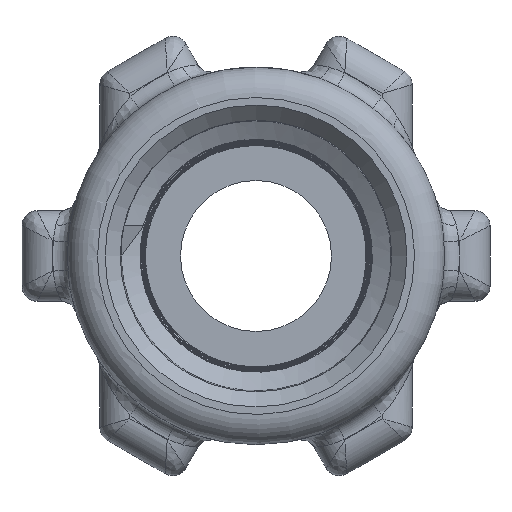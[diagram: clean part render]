
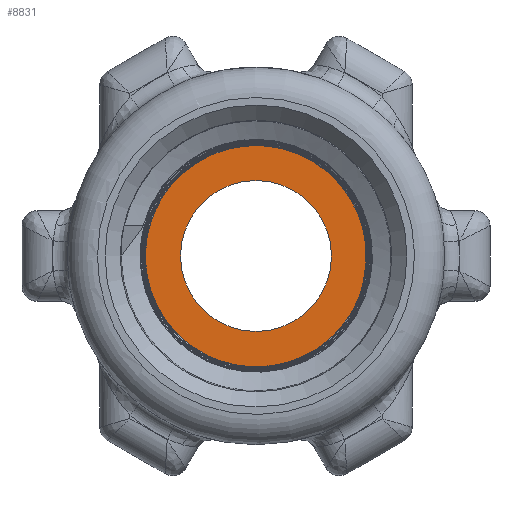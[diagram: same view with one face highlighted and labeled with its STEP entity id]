
A CAD part, left-side view. The second image highlights one B-rep face of the part: STEP entity #8831.
In plain terms, the highlighted planar face has unit normal (-1, 0, 0).
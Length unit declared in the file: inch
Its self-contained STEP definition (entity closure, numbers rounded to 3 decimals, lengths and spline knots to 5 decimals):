
#222=FACE_BOUND($,#2487,.T.);
#223=FACE_BOUND($,#2488,.T.);
#279=CIRCLE($,#9383,0.15);
#280=CIRCLE($,#9384,0.25539);
#1733=PLANE($,#9382);
#2487=EDGE_LOOP($,(#5856));
#2488=EDGE_LOOP($,(#5857,#5858,#5859,#5860));
#3102=B_SPLINE_CURVE_WITH_KNOTS($,3,(#14483,#14484,#14485,#14486,#14487,
#14488,#14489,#14490,#14491,#14492,#14493,#14494,#14495,#14496,#14497,#14498),
 .UNSPECIFIED.,.F.,.F.,(4,3,3,3,3,4),(0.,0.3197,0.63029,
0.93155,1.22333,1.46197),.UNSPECIFIED.);
#3105=B_SPLINE_CURVE_WITH_KNOTS($,3,(#15097,#15098,#15099,#15100,#15101,
#15102,#15103),.UNSPECIFIED.,.F.,.F.,(4,3,4),(0.,0.27528,0.37877),
 .UNSPECIFIED.);
#3107=B_SPLINE_CURVE_WITH_KNOTS($,3,(#15764,#15765,#15766,#15767,#15768,
#15769,#15770,#15771,#15772,#15773,#15774,#15775,#15776,#15777,#15778,#15779),
 .UNSPECIFIED.,.F.,.F.,(4,3,3,3,3,4),(0.,0.28291,0.57552,
0.87765,1.18913,1.39989),.UNSPECIFIED.);
#3543=VERTEX_POINT($,#14382);
#3544=VERTEX_POINT($,#14482);
#3545=VERTEX_POINT($,#14998);
#3546=VERTEX_POINT($,#15492);
#3547=VERTEX_POINT($,#15781);
#4435=EDGE_CURVE($,#3544,#3543,#3102,.T.);
#4438=EDGE_CURVE($,#3543,#3545,#3105,.T.);
#4440=EDGE_CURVE($,#3545,#3546,#3107,.T.);
#4441=EDGE_CURVE($,#3547,#3547,#279,.T.);
#4442=EDGE_CURVE($,#3544,#3546,#280,.T.);
#5856=ORIENTED_EDGE($,*,*,#4441,.T.);
#5857=ORIENTED_EDGE($,*,*,#4435,.T.);
#5858=ORIENTED_EDGE($,*,*,#4438,.T.);
#5859=ORIENTED_EDGE($,*,*,#4440,.T.);
#5860=ORIENTED_EDGE($,*,*,#4442,.F.);
#8831=ADVANCED_FACE($,(#222,#223),#1733,.T.);
#9382=AXIS2_PLACEMENT_3D($,#15780,#10063,#10064);
#9383=AXIS2_PLACEMENT_3D($,#15782,#10065,#10066);
#9384=AXIS2_PLACEMENT_3D($,#15783,#10067,#10068);
#10063=DIRECTION('center_axis',(-1.,0.,0.));
#10064=DIRECTION('ref_axis',(0.,0.,1.));
#10065=DIRECTION('center_axis',(1.,0.,0.));
#10066=DIRECTION('ref_axis',(0.,1.,0.));
#10067=DIRECTION('center_axis',(1.,0.,0.));
#10068=DIRECTION('ref_axis',(0.,1.,0.));
#14382=CARTESIAN_POINT('',(-0.045,-0.21345,-0.04962));
#14482=CARTESIAN_POINT('',(-0.045,0.2238,-0.12304));
#14483=CARTESIAN_POINT('Ctrl Pts',(-0.045,0.2238,-0.12304));
#14484=CARTESIAN_POINT('Ctrl Pts',(-0.045,0.20146,-0.15855));
#14485=CARTESIAN_POINT('Ctrl Pts',(-0.045,0.17034,-0.18828));
#14486=CARTESIAN_POINT('Ctrl Pts',(-0.045,0.1339,-0.20866));
#14487=CARTESIAN_POINT('Ctrl Pts',(-0.045,0.0985,-0.22846));
#14488=CARTESIAN_POINT('Ctrl Pts',(-0.045,0.05801,
-0.23939));
#14489=CARTESIAN_POINT('Ctrl Pts',(-0.045,0.01751,-0.23981));
#14490=CARTESIAN_POINT('Ctrl Pts',(-0.045,-0.02178,
-0.24022));
#14491=CARTESIAN_POINT('Ctrl Pts',(-0.045,-0.06127,-0.23075));
#14492=CARTESIAN_POINT('Ctrl Pts',(-0.045,-0.096,
-0.21226));
#14493=CARTESIAN_POINT('Ctrl Pts',(-0.045,-0.12964,
-0.19435));
#14494=CARTESIAN_POINT('Ctrl Pts',(-0.045,-0.15876,-0.16803));
#14495=CARTESIAN_POINT('Ctrl Pts',(-0.045,-0.17971,-0.13617));
#14496=CARTESIAN_POINT('Ctrl Pts',(-0.045,-0.19685,-0.11011));
#14497=CARTESIAN_POINT('Ctrl Pts',(-0.045,-0.20846,
-0.08044));
#14498=CARTESIAN_POINT('Ctrl Pts',(-0.045,-0.21346,-0.04962));
#14998=CARTESIAN_POINT('',(-0.045,-0.19748,0.09543));
#15097=CARTESIAN_POINT('Ctrl Pts',(-0.045,-0.21345,-0.04962));
#15098=CARTESIAN_POINT('Ctrl Pts',(-0.045,-0.22167,-0.01444));
#15099=CARTESIAN_POINT('Ctrl Pts',(-0.045,-0.22102,
0.02266));
#15100=CARTESIAN_POINT('Ctrl Pts',(-0.045,-0.21165,0.0574));
#15101=CARTESIAN_POINT('Ctrl Pts',(-0.045,-0.20813,0.07046));
#15102=CARTESIAN_POINT('Ctrl Pts',(-0.045,-0.20337,0.08319));
#15103=CARTESIAN_POINT('Ctrl Pts',(-0.045,-0.19747,0.09542));
#15492=CARTESIAN_POINT('',(-0.045,0.23738,0.09422));
#15764=CARTESIAN_POINT('Ctrl Pts',(-0.045,-0.19748,0.09543));
#15765=CARTESIAN_POINT('Ctrl Pts',(-0.045,-0.18373,0.12992));
#15766=CARTESIAN_POINT('Ctrl Pts',(-0.045,-0.16117,
0.16065));
#15767=CARTESIAN_POINT('Ctrl Pts',(-0.045,-0.1327,
0.18428));
#15768=CARTESIAN_POINT('Ctrl Pts',(-0.045,-0.10326,0.20872));
#15769=CARTESIAN_POINT('Ctrl Pts',(-0.045,-0.06742,0.22555));
#15770=CARTESIAN_POINT('Ctrl Pts',(-0.045,-0.02987,
0.23292));
#15771=CARTESIAN_POINT('Ctrl Pts',(-0.045,0.0089,
0.24053));
#15772=CARTESIAN_POINT('Ctrl Pts',(-0.045,0.04968,0.23813));
#15773=CARTESIAN_POINT('Ctrl Pts',(-0.045,0.08748,0.22624));
#15774=CARTESIAN_POINT('Ctrl Pts',(-0.045,0.12645,
0.21399));
#15775=CARTESIAN_POINT('Ctrl Pts',(-0.045,0.16219,
0.1917));
#15776=CARTESIAN_POINT('Ctrl Pts',(-0.045,0.19059,0.16227));
#15777=CARTESIAN_POINT('Ctrl Pts',(-0.045,0.20981,
0.14235));
#15778=CARTESIAN_POINT('Ctrl Pts',(-0.045,0.22556,0.11932));
#15779=CARTESIAN_POINT('Ctrl Pts',(-0.045,0.23737,0.09421));
#15780=CARTESIAN_POINT('Origin',(-0.045,0.2027,0.));
#15781=CARTESIAN_POINT('',(-0.045,0.15,0.));
#15782=CARTESIAN_POINT('Origin',(-0.045,0.,0.));
#15783=CARTESIAN_POINT('Origin',(-0.045,0.,0.));
